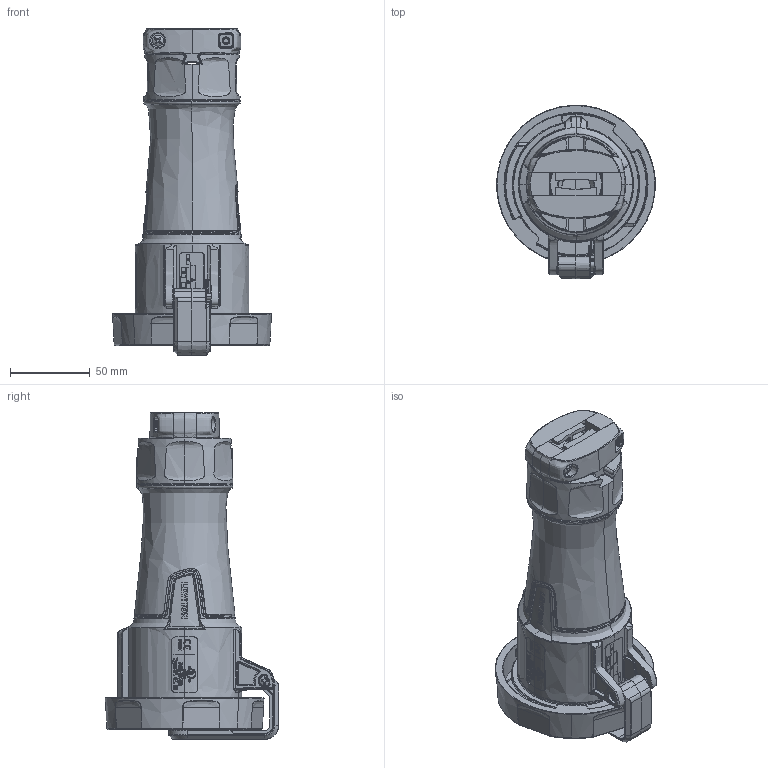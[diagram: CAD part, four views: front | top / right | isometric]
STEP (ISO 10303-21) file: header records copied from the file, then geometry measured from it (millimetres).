
FILE_DESCRIPTION (( 'STEP AP214' ), '1' );
FILE_NAME ('ORB4214-M02.STEP', '2019-03-04T20:11:11', ( '' ), ( '' ), 'SwSTEP 2.0', 'SolidWorks 2017', '' );
FILE_SCHEMA (( 'AUTOMOTIVE_DESIGN' ));
Length unit declared in the file: inch
Products named in the file (1): ORB4214-M02
Bounding box: 99.45 x 108.65 x 204.72 mm (x, y, z)
Surface area: 86273 mm2 (no closed solid volume)
Topology: 0 solids, 45 shells, 1222 faces, 4910 edges, 3593 vertices
Faces by surface type: bspline 494, cylinder 335, plane 260, cone 67, torus 46, sphere 20
Entity records: 119371 total; most frequent: CARTESIAN_POINT 71251, ORIENTED_EDGE 7163, EDGE_CURVE 4903, DIRECTION 4462, VERTEX_POINT 3593, B_SPLINE_CURVE_WITH_KNOTS 2137, AXIS2_PLACEMENT_3D 1561, VECTOR 1340
